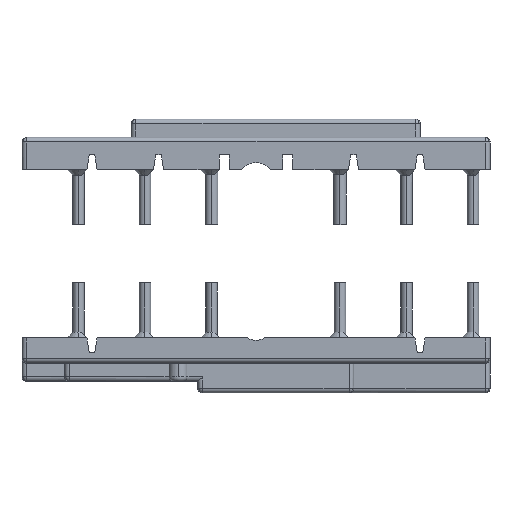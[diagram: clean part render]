
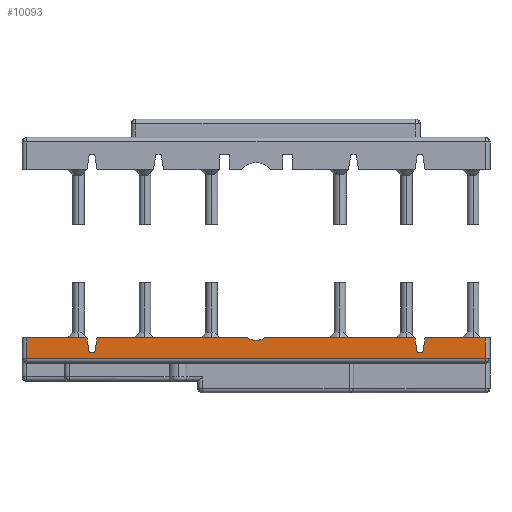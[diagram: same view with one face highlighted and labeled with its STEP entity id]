
A CAD part, front view. The second image highlights one B-rep face of the part: STEP entity #10093.
In plain terms, the highlighted planar face has unit normal (0, -1, 0).
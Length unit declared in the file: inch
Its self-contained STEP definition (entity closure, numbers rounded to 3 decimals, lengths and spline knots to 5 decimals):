
#160 = VECTOR ( 'NONE', #18071, 39.37008 ) ;
#467 = ORIENTED_EDGE ( 'NONE', *, *, #6529, .T. ) ;
#519 = VECTOR ( 'NONE', #6912, 39.37008 ) ;
#541 = CARTESIAN_POINT ( 'NONE',  ( 0.6437, 0., -1.44488 ) ) ;
#553 = DIRECTION ( 'NONE',  ( 1., 0., 0. ) ) ;
#600 = DIRECTION ( 'NONE',  ( -1., 0., 0. ) ) ;
#626 = VECTOR ( 'NONE', #4460, 39.37008 ) ;
#729 = LINE ( 'NONE', #10939, #894 ) ;
#867 = CARTESIAN_POINT ( 'NONE',  ( 0.62402, 0., -1.57087 ) ) ;
#894 = VECTOR ( 'NONE', #6760, 39.37008 ) ;
#944 = ORIENTED_EDGE ( 'NONE', *, *, #6995, .F. ) ;
#1195 = DIRECTION ( 'NONE',  ( 0., 1., 0. ) ) ;
#1266 = CARTESIAN_POINT ( 'NONE',  ( 3.43898, 0., -1.57087 ) ) ;
#1271 = ORIENTED_EDGE ( 'NONE', *, *, #16615, .F. ) ;
#1290 = VECTOR ( 'NONE', #600, 39.37008 ) ;
#1394 = EDGE_CURVE ( 'NONE', #5674, #2692, #14857, .T. ) ;
#1724 = FACE_OUTER_BOUND ( 'NONE', #13166, .T. ) ;
#1858 = VECTOR ( 'NONE', #9396, 39.37008 ) ;
#2304 = AXIS2_PLACEMENT_3D ( 'NONE', #2636, #1195, #7020 ) ;
#2492 = DIRECTION ( 'NONE',  ( 0., 0., 1. ) ) ;
#2636 = CARTESIAN_POINT ( 'NONE',  ( 2.00787, 0., -1.30709 ) ) ;
#2692 = VERTEX_POINT ( 'NONE', #6313 ) ;
#2921 = VECTOR ( 'NONE', #2492, 39.37008 ) ;
#3065 = PLANE ( 'NONE',  #13348 ) ;
#3201 = ORIENTED_EDGE ( 'NONE', *, *, #18200, .T. ) ;
#3243 = LINE ( 'NONE', #10573, #11120 ) ;
#3378 = LINE ( 'NONE', #15297, #1290 ) ;
#3906 = ORIENTED_EDGE ( 'NONE', *, *, #18451, .T. ) ;
#4037 = CARTESIAN_POINT ( 'NONE',  ( 3.39173, 0., -1.57087 ) ) ;
#4354 = ORIENTED_EDGE ( 'NONE', *, *, #1394, .F. ) ;
#4460 = DIRECTION ( 'NONE',  ( 0.154, 0., -0.988 ) ) ;
#4582 = DIRECTION ( 'NONE',  ( -0.154, 0., 0.988 ) ) ;
#4592 = DIRECTION ( 'NONE',  ( 0., 0., -1. ) ) ;
#4678 = CARTESIAN_POINT ( 'NONE',  ( 0., 0., -1.44488 ) ) ;
#4858 = LINE ( 'NONE', #13618, #15147 ) ;
#5296 = EDGE_CURVE ( 'NONE', #13314, #12507, #4858, .T. ) ;
#5441 = VERTEX_POINT ( 'NONE', #14012 ) ;
#5461 = DIRECTION ( 'NONE',  ( 1., 0., 0. ) ) ;
#5591 = EDGE_CURVE ( 'NONE', #15949, #14996, #7000, .T. ) ;
#5674 = VERTEX_POINT ( 'NONE', #14790 ) ;
#5880 = CARTESIAN_POINT ( 'NONE',  ( 0.55709, 0., -1.44488 ) ) ;
#5890 = VERTEX_POINT ( 'NONE', #6210 ) ;
#6075 = EDGE_CURVE ( 'NONE', #14707, #13845, #8302, .T. ) ;
#6210 = CARTESIAN_POINT ( 'NONE',  ( 0.03937, 0., -1.44488 ) ) ;
#6266 = LINE ( 'NONE', #9118, #160 ) ;
#6312 = LINE ( 'NONE', #15556, #2921 ) ;
#6313 = CARTESIAN_POINT ( 'NONE',  ( 1.93163, 0., -1.44488 ) ) ;
#6529 = EDGE_CURVE ( 'NONE', #13314, #2692, #8708, .T. ) ;
#6760 = DIRECTION ( 'NONE',  ( 1., 0., 0. ) ) ;
#6882 = CARTESIAN_POINT ( 'NONE',  ( 3.45866, 0., -1.44488 ) ) ;
#6912 = DIRECTION ( 'NONE',  ( 1., 0., 0. ) ) ;
#6943 = CARTESIAN_POINT ( 'NONE',  ( 3.37205, 0., -1.44488 ) ) ;
#6995 = EDGE_CURVE ( 'NONE', #15949, #5890, #6312, .T. ) ;
#7000 = LINE ( 'NONE', #17185, #519 ) ;
#7020 = DIRECTION ( 'NONE',  ( 0.484, 0., -0.875 ) ) ;
#7517 = VECTOR ( 'NONE', #13698, 39.37008 ) ;
#7643 = ORIENTED_EDGE ( 'NONE', *, *, #5591, .T. ) ;
#7990 = LINE ( 'NONE', #12172, #13726 ) ;
#8302 = LINE ( 'NONE', #6882, #18365 ) ;
#8515 = EDGE_CURVE ( 'NONE', #14707, #13579, #6266, .T. ) ;
#8673 = ORIENTED_EDGE ( 'NONE', *, *, #13479, .T. ) ;
#8708 = CIRCLE ( 'NONE', #2304, 0.15748 ) ;
#8965 = VERTEX_POINT ( 'NONE', #4037 ) ;
#9118 = CARTESIAN_POINT ( 'NONE',  ( 3.45866, 0., -1.44488 ) ) ;
#9396 = DIRECTION ( 'NONE',  ( 0., 0., -1. ) ) ;
#9639 = CARTESIAN_POINT ( 'NONE',  ( 0.03937, 0., -1.62205 ) ) ;
#10093 = ADVANCED_FACE ( 'NONE', ( #1724 ), #3065, .T. ) ;
#10394 = DIRECTION ( 'NONE',  ( 0., -1., 0. ) ) ;
#10537 = EDGE_CURVE ( 'NONE', #5890, #5441, #729, .T. ) ;
#10573 = CARTESIAN_POINT ( 'NONE',  ( 3.39173, 0., -1.57087 ) ) ;
#10821 = LINE ( 'NONE', #16639, #1858 ) ;
#10939 = CARTESIAN_POINT ( 'NONE',  ( 0.03937, 0., -1.44488 ) ) ;
#11120 = VECTOR ( 'NONE', #4582, 39.37008 ) ;
#11579 = CARTESIAN_POINT ( 'NONE',  ( 3.97638, 0., -1.44488 ) ) ;
#12172 = CARTESIAN_POINT ( 'NONE',  ( 0.6437, 0., -1.44488 ) ) ;
#12507 = VERTEX_POINT ( 'NONE', #6943 ) ;
#12993 = ORIENTED_EDGE ( 'NONE', *, *, #8515, .T. ) ;
#13025 = ORIENTED_EDGE ( 'NONE', *, *, #5296, .F. ) ;
#13166 = EDGE_LOOP ( 'NONE', ( #18048, #15432, #12993, #3906, #8673, #13025, #467, #4354, #15911, #3201, #1271, #14511, #944, #7643 ) ) ;
#13314 = VERTEX_POINT ( 'NONE', #18786 ) ;
#13348 = AXIS2_PLACEMENT_3D ( 'NONE', #4678, #10394, #4592 ) ;
#13479 = EDGE_CURVE ( 'NONE', #8965, #12507, #3243, .T. ) ;
#13579 = VERTEX_POINT ( 'NONE', #16477 ) ;
#13618 = CARTESIAN_POINT ( 'NONE',  ( 2.08411, 0., -1.44488 ) ) ;
#13698 = DIRECTION ( 'NONE',  ( 1., 0., 0. ) ) ;
#13726 = VECTOR ( 'NONE', #17991, 39.37008 ) ;
#13794 = VECTOR ( 'NONE', #15944, 39.37008 ) ;
#13816 = CARTESIAN_POINT ( 'NONE',  ( 3.45866, 0., -1.44488 ) ) ;
#13845 = VERTEX_POINT ( 'NONE', #11579 ) ;
#14012 = CARTESIAN_POINT ( 'NONE',  ( 0.55709, 0., -1.44488 ) ) ;
#14511 = ORIENTED_EDGE ( 'NONE', *, *, #10537, .F. ) ;
#14561 = LINE ( 'NONE', #5880, #626 ) ;
#14661 = CARTESIAN_POINT ( 'NONE',  ( 3.97638, 0., -1.62205 ) ) ;
#14707 = VERTEX_POINT ( 'NONE', #13816 ) ;
#14790 = CARTESIAN_POINT ( 'NONE',  ( 0.6437, 0., -1.44488 ) ) ;
#14857 = LINE ( 'NONE', #541, #7517 ) ;
#14996 = VERTEX_POINT ( 'NONE', #14661 ) ;
#15147 = VECTOR ( 'NONE', #553, 39.37008 ) ;
#15297 = CARTESIAN_POINT ( 'NONE',  ( 0.62402, 0., -1.57087 ) ) ;
#15432 = ORIENTED_EDGE ( 'NONE', *, *, #6075, .F. ) ;
#15556 = CARTESIAN_POINT ( 'NONE',  ( 0.03937, 0., -1.62205 ) ) ;
#15911 = ORIENTED_EDGE ( 'NONE', *, *, #16329, .T. ) ;
#15944 = DIRECTION ( 'NONE',  ( -1., 0., 0. ) ) ;
#15949 = VERTEX_POINT ( 'NONE', #9639 ) ;
#16329 = EDGE_CURVE ( 'NONE', #5674, #18719, #7990, .T. ) ;
#16477 = CARTESIAN_POINT ( 'NONE',  ( 3.43898, 0., -1.57087 ) ) ;
#16615 = EDGE_CURVE ( 'NONE', #5441, #16930, #14561, .T. ) ;
#16639 = CARTESIAN_POINT ( 'NONE',  ( 3.97638, 0., -1.44488 ) ) ;
#16669 = EDGE_CURVE ( 'NONE', #13845, #14996, #10821, .T. ) ;
#16930 = VERTEX_POINT ( 'NONE', #17576 ) ;
#17185 = CARTESIAN_POINT ( 'NONE',  ( 0.03937, 0., -1.62205 ) ) ;
#17290 = LINE ( 'NONE', #1266, #13794 ) ;
#17576 = CARTESIAN_POINT ( 'NONE',  ( 0.57677, 0., -1.57087 ) ) ;
#17991 = DIRECTION ( 'NONE',  ( -0.154, 0., -0.988 ) ) ;
#18048 = ORIENTED_EDGE ( 'NONE', *, *, #16669, .F. ) ;
#18071 = DIRECTION ( 'NONE',  ( -0.154, 0., -0.988 ) ) ;
#18200 = EDGE_CURVE ( 'NONE', #18719, #16930, #3378, .T. ) ;
#18365 = VECTOR ( 'NONE', #5461, 39.37008 ) ;
#18451 = EDGE_CURVE ( 'NONE', #13579, #8965, #17290, .T. ) ;
#18719 = VERTEX_POINT ( 'NONE', #867 ) ;
#18786 = CARTESIAN_POINT ( 'NONE',  ( 2.08411, 0., -1.44488 ) ) ;
